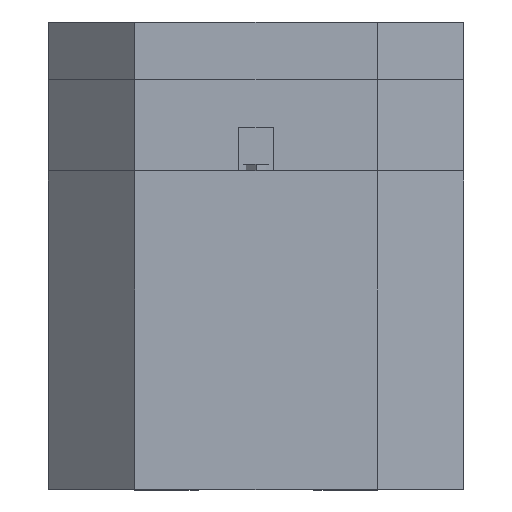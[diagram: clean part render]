
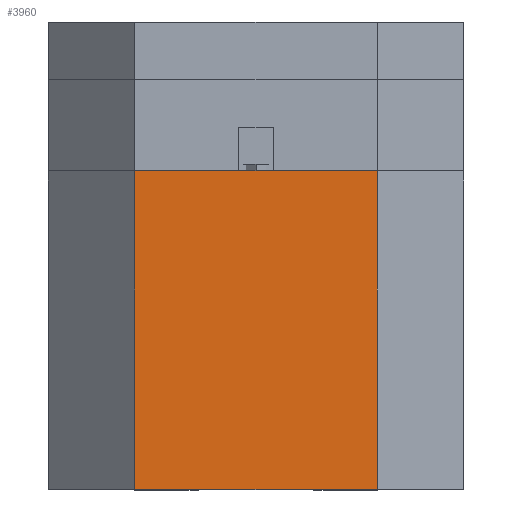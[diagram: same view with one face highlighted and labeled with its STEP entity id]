
A CAD part, top view. The second image highlights one B-rep face of the part: STEP entity #3960.
In plain terms, the highlighted planar face has unit normal (0, 0, 1).
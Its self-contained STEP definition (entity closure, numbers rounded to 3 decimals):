
#251=FACE_OUTER_BOUND('',#481,.T.);
#481=EDGE_LOOP('',(#2861,#2862,#2863,#2864));
#794=LINE('',#5855,#1253);
#804=LINE('',#5874,#1263);
#812=LINE('',#5887,#1271);
#813=LINE('',#5888,#1272);
#1253=VECTOR('',#4798,1000.);
#1263=VECTOR('',#4810,1000.);
#1271=VECTOR('',#4824,1000.);
#1272=VECTOR('',#4825,1000.);
#1680=VERTEX_POINT('',#5852);
#1681=VERTEX_POINT('',#5854);
#1688=VERTEX_POINT('',#5871);
#1689=VERTEX_POINT('',#5873);
#2101=EDGE_CURVE('',#1680,#1681,#794,.T.);
#2111=EDGE_CURVE('',#1689,#1688,#804,.T.);
#2119=EDGE_CURVE('',#1680,#1689,#812,.T.);
#2120=EDGE_CURVE('',#1688,#1681,#813,.T.);
#2861=ORIENTED_EDGE('',*,*,#2101,.F.);
#2862=ORIENTED_EDGE('',*,*,#2119,.T.);
#2863=ORIENTED_EDGE('',*,*,#2111,.T.);
#2864=ORIENTED_EDGE('',*,*,#2120,.T.);
#3560=PLANE('',#4231);
#3960=ADVANCED_FACE('',(#251),#3560,.F.);
#4231=AXIS2_PLACEMENT_3D('',#5886,#4822,#4823);
#4798=DIRECTION('',(-1.,0.,0.));
#4810=DIRECTION('',(-1.,0.,0.));
#4822=DIRECTION('center_axis',(0.,0.,-1.));
#4823=DIRECTION('ref_axis',(1.,0.,0.));
#4824=DIRECTION('',(0.,1.,0.));
#4825=DIRECTION('',(0.,-1.,0.));
#5852=CARTESIAN_POINT('',(19.,0.,24.));
#5854=CARTESIAN_POINT('',(5.,0.,24.));
#5855=CARTESIAN_POINT('',(0.,0.,24.));
#5871=CARTESIAN_POINT('',(5.,18.4,24.));
#5873=CARTESIAN_POINT('',(19.,18.4,24.));
#5874=CARTESIAN_POINT('',(0.,18.4,24.));
#5886=CARTESIAN_POINT('Origin',(0.,0.,
24.));
#5887=CARTESIAN_POINT('',(19.,0.,24.));
#5888=CARTESIAN_POINT('',(5.,0.,24.));
